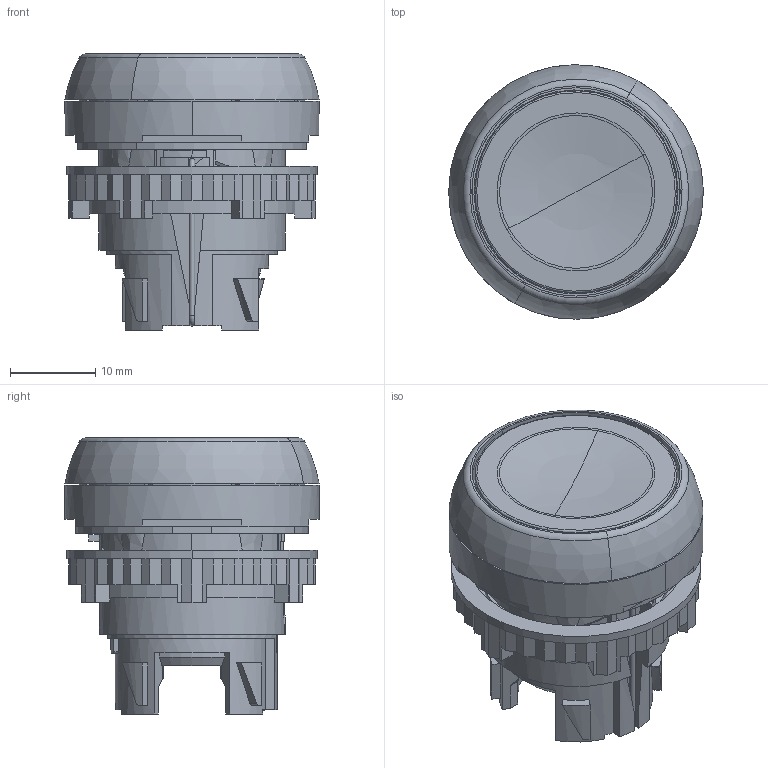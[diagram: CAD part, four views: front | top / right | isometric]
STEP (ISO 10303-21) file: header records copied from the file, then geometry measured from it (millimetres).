
FILE_DESCRIPTION(('CATIA V5 STEP Exchange','CAx-IF Rec.Pracs.--- Model Styling and Organization---1.2---2011-12-15'),'2;1');
FILE_NAME('L21CH40.stp','2017-01-23T09:08:59+00:00',('none'),('none'),'CATIA Version 5-6 Release 2014 SP4','CATIA V5 STEP AP214','none');
FILE_SCHEMA(('AUTOMOTIVE_DESIGN { 1 0 10303 214 1 1 1 1 }'));
Length unit declared in the file: millimetre
Products named in the file (9): L21CH40; 074224001; 056017000; 032160000; 056016000; 034366010; 051922000; 075064000; 083631000
Assembly tree (8 placements, depth 2):
  L21CH40
    074224001
    056017000
    032160000
    056016000
    034366010
    051922000
    075064000
    083631000
Bounding box: 29.9 x 29.9 x 32.45 mm (x, y, z)
Volume: 8608 mm3; surface area: 14332.1 mm2
Topology: 8 solids, 8 shells, 882 faces, 2450 edges, 1583 vertices
Faces by surface type: plane 484, cylinder 188, torus 88, cone 84, bspline 16, extrusion 12, sphere 10
Entity records: 27963 total; most frequent: CARTESIAN_POINT 7096, ORIENTED_EDGE 4880, DIRECTION 3119, EDGE_CURVE 2440, VERTEX_POINT 1583, AXIS2_PLACEMENT_3D 1327, VECTOR 1268, LINE 1256
